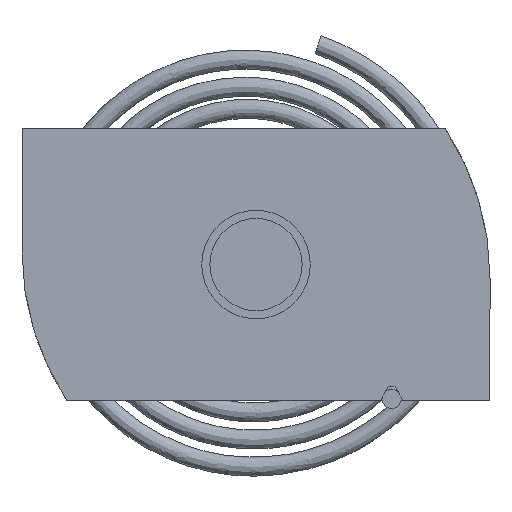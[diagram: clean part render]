
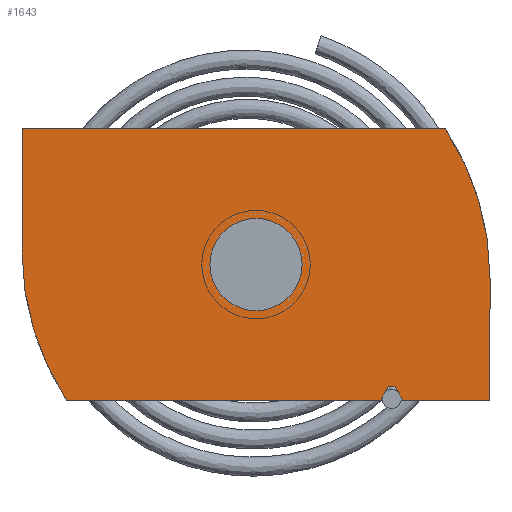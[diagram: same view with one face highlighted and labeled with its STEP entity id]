
A CAD part, front view. The second image highlights one B-rep face of the part: STEP entity #1643.
In plain terms, the highlighted planar face has unit normal (0, -1, 0).
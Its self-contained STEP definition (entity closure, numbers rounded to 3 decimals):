
#3 = CARTESIAN_POINT ( 'NONE',  ( 0., 0., 0. ) ) ;
#18 = AXIS2_PLACEMENT_3D ( 'NONE', #6605, #3024, #6079 ) ;
#194 = DIRECTION ( 'NONE',  ( 0., 0., 1. ) ) ;
#312 = EDGE_CURVE ( 'NONE', #1316, #1272, #2181, .T. ) ;
#336 = VECTOR ( 'NONE', #194, 1000. ) ;
#348 = VERTEX_POINT ( 'NONE', #3548 ) ;
#428 = FACE_OUTER_BOUND ( 'NONE', #5219, .T. ) ;
#469 = CARTESIAN_POINT ( 'NONE',  ( 10.827, 0., -10. ) ) ;
#523 = DIRECTION ( 'NONE',  ( 0., 0., 1. ) ) ;
#610 = EDGE_CURVE ( 'NONE', #3049, #3866, #5450, .T. ) ;
#626 = AXIS2_PLACEMENT_3D ( 'NONE', #2685, #4736, #1685 ) ;
#635 = DIRECTION ( 'NONE',  ( -1., 0., 0. ) ) ;
#755 = VERTEX_POINT ( 'NONE', #3437 ) ;
#901 = LINE ( 'NONE', #1786, #2581 ) ;
#935 = CARTESIAN_POINT ( 'NONE',  ( 10.25, 0., -9. ) ) ;
#1079 = EDGE_CURVE ( 'NONE', #3866, #4176, #901, .T. ) ;
#1125 = VECTOR ( 'NONE', #635, 1000. ) ;
#1246 = DIRECTION ( 'NONE',  ( 0., 1., 0. ) ) ;
#1253 = CARTESIAN_POINT ( 'NONE',  ( 9.75, 0., -9. ) ) ;
#1272 = VERTEX_POINT ( 'NONE', #1582 ) ;
#1316 = VERTEX_POINT ( 'NONE', #6198 ) ;
#1479 = ORIENTED_EDGE ( 'NONE', *, *, #4745, .F. ) ;
#1496 = DIRECTION ( 'NONE',  ( 0.5, 0., -0.866 ) ) ;
#1515 = EDGE_CURVE ( 'NONE', #348, #2430, #3128, .T. ) ;
#1555 = CARTESIAN_POINT ( 'NONE',  ( 13.953, 0., 10. ) ) ;
#1582 = CARTESIAN_POINT ( 'NONE',  ( -17.25, 0., 1. ) ) ;
#1631 = ORIENTED_EDGE ( 'NONE', *, *, #3471, .T. ) ;
#1643 = ADVANCED_FACE ( 'NONE', ( #2818, #428 ), #3704, .T. ) ;
#1645 = CARTESIAN_POINT ( 'NONE',  ( -17.25, 0., 10. ) ) ;
#1676 = EDGE_CURVE ( 'NONE', #3744, #6027, #4016, .T. ) ;
#1685 = DIRECTION ( 'NONE',  ( 0., 0., -1. ) ) ;
#1686 = CARTESIAN_POINT ( 'NONE',  ( -17.25, 0., 10. ) ) ;
#1695 = LINE ( 'NONE', #1686, #336 ) ;
#1786 = CARTESIAN_POINT ( 'NONE',  ( -13.953, 0., -10. ) ) ;
#1879 = ORIENTED_EDGE ( 'NONE', *, *, #6245, .T. ) ;
#2022 = CARTESIAN_POINT ( 'NONE',  ( 0., 0., -3.4 ) ) ;
#2181 = CIRCLE ( 'NONE', #18, 20. ) ;
#2188 = VERTEX_POINT ( 'NONE', #2022 ) ;
#2189 = ORIENTED_EDGE ( 'NONE', *, *, #312, .F. ) ;
#2430 = VERTEX_POINT ( 'NONE', #1555 ) ;
#2523 = CARTESIAN_POINT ( 'NONE',  ( 9.173, 0., -10. ) ) ;
#2564 = VECTOR ( 'NONE', #4827, 1000. ) ;
#2581 = VECTOR ( 'NONE', #2807, 1000. ) ;
#2642 = DIRECTION ( 'NONE',  ( 0., 1., 0. ) ) ;
#2648 = CIRCLE ( 'NONE', #6550, 3.4 ) ;
#2685 = CARTESIAN_POINT ( 'NONE',  ( 2.75, 0., 1. ) ) ;
#2807 = DIRECTION ( 'NONE',  ( -1., 0., 0. ) ) ;
#2818 = FACE_BOUND ( 'NONE', #4505, .T. ) ;
#2905 = VECTOR ( 'NONE', #2956, 1000. ) ;
#2956 = DIRECTION ( 'NONE',  ( 0., 0., -1. ) ) ;
#2965 = CIRCLE ( 'NONE', #3888, 20. ) ;
#3024 = DIRECTION ( 'NONE',  ( 0., 1., 0. ) ) ;
#3049 = VERTEX_POINT ( 'NONE', #5391 ) ;
#3128 = LINE ( 'NONE', #1645, #5847 ) ;
#3284 = VECTOR ( 'NONE', #1496, 1000. ) ;
#3437 = CARTESIAN_POINT ( 'NONE',  ( 0., 0., 3.4 ) ) ;
#3471 = EDGE_CURVE ( 'NONE', #755, #2188, #5365, .T. ) ;
#3548 = CARTESIAN_POINT ( 'NONE',  ( -17.25, 0., 10. ) ) ;
#3560 = DIRECTION ( 'NONE',  ( 0., 1., 0. ) ) ;
#3616 = ORIENTED_EDGE ( 'NONE', *, *, #5659, .F. ) ;
#3648 = ORIENTED_EDGE ( 'NONE', *, *, #4588, .F. ) ;
#3683 = CARTESIAN_POINT ( 'NONE',  ( -13.953, 0., -10. ) ) ;
#3704 = PLANE ( 'NONE',  #626 ) ;
#3744 = VERTEX_POINT ( 'NONE', #5033 ) ;
#3861 = EDGE_CURVE ( 'NONE', #6027, #4176, #4648, .T. ) ;
#3866 = VERTEX_POINT ( 'NONE', #4550 ) ;
#3888 = AXIS2_PLACEMENT_3D ( 'NONE', #4311, #1246, #4819 ) ;
#3946 = VERTEX_POINT ( 'NONE', #2523 ) ;
#4016 = LINE ( 'NONE', #5255, #5372 ) ;
#4176 = VERTEX_POINT ( 'NONE', #6156 ) ;
#4231 = DIRECTION ( 'NONE',  ( 1., 0., 0. ) ) ;
#4311 = CARTESIAN_POINT ( 'NONE',  ( -2.75, 0., -1. ) ) ;
#4505 = EDGE_LOOP ( 'NONE', ( #1631, #6516 ) ) ;
#4508 = EDGE_CURVE ( 'NONE', #2188, #755, #2648, .T. ) ;
#4513 = ORIENTED_EDGE ( 'NONE', *, *, #1515, .F. ) ;
#4550 = CARTESIAN_POINT ( 'NONE',  ( 17.25, 0., -10. ) ) ;
#4588 = EDGE_CURVE ( 'NONE', #3946, #1316, #6418, .T. ) ;
#4648 = LINE ( 'NONE', #469, #3284 ) ;
#4736 = DIRECTION ( 'NONE',  ( 0., -1., 0. ) ) ;
#4745 = EDGE_CURVE ( 'NONE', #1272, #348, #1695, .T. ) ;
#4819 = DIRECTION ( 'NONE',  ( 0., 0., -1. ) ) ;
#4827 = DIRECTION ( 'NONE',  ( 0.5, 0., 0.866 ) ) ;
#5033 = CARTESIAN_POINT ( 'NONE',  ( 9.75, 0., -9. ) ) ;
#5210 = DIRECTION ( 'NONE',  ( 1., 0., 0. ) ) ;
#5219 = EDGE_LOOP ( 'NONE', ( #6304, #5289, #5537, #3616, #4513, #1479, #2189, #3648, #1879, #6427 ) ) ;
#5255 = CARTESIAN_POINT ( 'NONE',  ( 10.25, 0., -9. ) ) ;
#5288 = AXIS2_PLACEMENT_3D ( 'NONE', #3, #3560, #523 ) ;
#5289 = ORIENTED_EDGE ( 'NONE', *, *, #1079, .F. ) ;
#5365 = CIRCLE ( 'NONE', #5288, 3.4 ) ;
#5372 = VECTOR ( 'NONE', #4231, 1000. ) ;
#5391 = CARTESIAN_POINT ( 'NONE',  ( 17.25, 0., -1. ) ) ;
#5450 = LINE ( 'NONE', #6541, #2905 ) ;
#5537 = ORIENTED_EDGE ( 'NONE', *, *, #610, .F. ) ;
#5659 = EDGE_CURVE ( 'NONE', #2430, #3049, #2965, .T. ) ;
#5708 = CARTESIAN_POINT ( 'NONE',  ( 0., 0., 0. ) ) ;
#5847 = VECTOR ( 'NONE', #5210, 1000. ) ;
#6027 = VERTEX_POINT ( 'NONE', #935 ) ;
#6079 = DIRECTION ( 'NONE',  ( 0., 0., -1. ) ) ;
#6156 = CARTESIAN_POINT ( 'NONE',  ( 10.827, 0., -10. ) ) ;
#6198 = CARTESIAN_POINT ( 'NONE',  ( -13.953, 0., -10. ) ) ;
#6217 = DIRECTION ( 'NONE',  ( 0., 0., 1. ) ) ;
#6245 = EDGE_CURVE ( 'NONE', #3946, #3744, #6488, .T. ) ;
#6304 = ORIENTED_EDGE ( 'NONE', *, *, #3861, .T. ) ;
#6418 = LINE ( 'NONE', #3683, #1125 ) ;
#6427 = ORIENTED_EDGE ( 'NONE', *, *, #1676, .T. ) ;
#6488 = LINE ( 'NONE', #1253, #2564 ) ;
#6516 = ORIENTED_EDGE ( 'NONE', *, *, #4508, .T. ) ;
#6541 = CARTESIAN_POINT ( 'NONE',  ( 17.25, 0., -1. ) ) ;
#6550 = AXIS2_PLACEMENT_3D ( 'NONE', #5708, #2642, #6217 ) ;
#6605 = CARTESIAN_POINT ( 'NONE',  ( 2.75, 0., 1. ) ) ;
